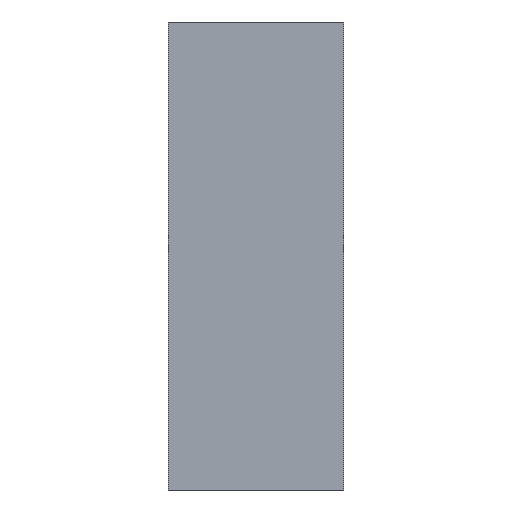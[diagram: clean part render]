
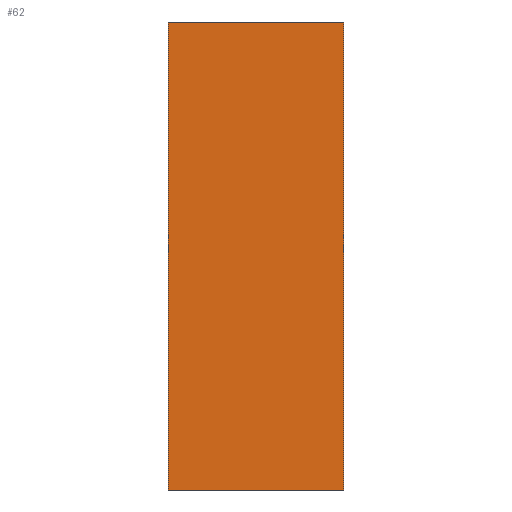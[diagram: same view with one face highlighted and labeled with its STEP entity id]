
A CAD part, left-side view. The second image highlights one B-rep face of the part: STEP entity #62.
In plain terms, the highlighted planar face has unit normal (-1, 0, 0).
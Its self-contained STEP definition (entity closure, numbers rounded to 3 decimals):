
#1 = VECTOR ( 'NONE', #350, 1000. ) ;
#8 = DIRECTION ( 'NONE',  ( 0., 1., 0. ) ) ;
#36 = CARTESIAN_POINT ( 'NONE',  ( -1.6, 0., -0.8 ) ) ;
#52 = VERTEX_POINT ( 'NONE', #696 ) ;
#62 = ADVANCED_FACE ( 'NONE', ( #1078 ), #958, .F. ) ;
#97 = VERTEX_POINT ( 'NONE', #1132 ) ;
#106 = DIRECTION ( 'NONE',  ( 1., 0., 0. ) ) ;
#151 = EDGE_CURVE ( 'NONE', #52, #730, #921, .T. ) ;
#162 = ORIENTED_EDGE ( 'NONE', *, *, #394, .F. ) ;
#165 = CARTESIAN_POINT ( 'NONE',  ( -1.6, 0., 0.8 ) ) ;
#189 = VERTEX_POINT ( 'NONE', #36 ) ;
#208 = CARTESIAN_POINT ( 'NONE',  ( -1.6, 0., -0.8 ) ) ;
#304 = DIRECTION ( 'NONE',  ( 0., 0., -1. ) ) ;
#350 = DIRECTION ( 'NONE',  ( 0., -1., 0. ) ) ;
#382 = CARTESIAN_POINT ( 'NONE',  ( -1.6, 0.6, -0.8 ) ) ;
#394 = EDGE_CURVE ( 'NONE', #52, #97, #693, .T. ) ;
#408 = AXIS2_PLACEMENT_3D ( 'NONE', #581, #106, #8 ) ;
#450 = LINE ( 'NONE', #208, #928 ) ;
#495 = DIRECTION ( 'NONE',  ( 0., -1., 0. ) ) ;
#505 = CARTESIAN_POINT ( 'NONE',  ( -1.6, 0.6, 0.8 ) ) ;
#576 = EDGE_LOOP ( 'NONE', ( #1072, #742, #162, #823 ) ) ;
#581 = CARTESIAN_POINT ( 'NONE',  ( -1.6, 0., 0.8 ) ) ;
#672 = LINE ( 'NONE', #165, #770 ) ;
#693 = LINE ( 'NONE', #920, #1 ) ;
#696 = CARTESIAN_POINT ( 'NONE',  ( -1.6, 0.6, 0.8 ) ) ;
#730 = VERTEX_POINT ( 'NONE', #382 ) ;
#742 = ORIENTED_EDGE ( 'NONE', *, *, #1008, .F. ) ;
#749 = EDGE_CURVE ( 'NONE', #730, #189, #450, .T. ) ;
#770 = VECTOR ( 'NONE', #811, 1000. ) ;
#811 = DIRECTION ( 'NONE',  ( 0., 0., -1. ) ) ;
#823 = ORIENTED_EDGE ( 'NONE', *, *, #151, .T. ) ;
#920 = CARTESIAN_POINT ( 'NONE',  ( -1.6, 0., 0.8 ) ) ;
#921 = LINE ( 'NONE', #505, #1024 ) ;
#928 = VECTOR ( 'NONE', #495, 1000. ) ;
#958 = PLANE ( 'NONE',  #408 ) ;
#1008 = EDGE_CURVE ( 'NONE', #97, #189, #672, .T. ) ;
#1024 = VECTOR ( 'NONE', #304, 1000. ) ;
#1072 = ORIENTED_EDGE ( 'NONE', *, *, #749, .T. ) ;
#1078 = FACE_OUTER_BOUND ( 'NONE', #576, .T. ) ;
#1132 = CARTESIAN_POINT ( 'NONE',  ( -1.6, 0., 0.8 ) ) ;
